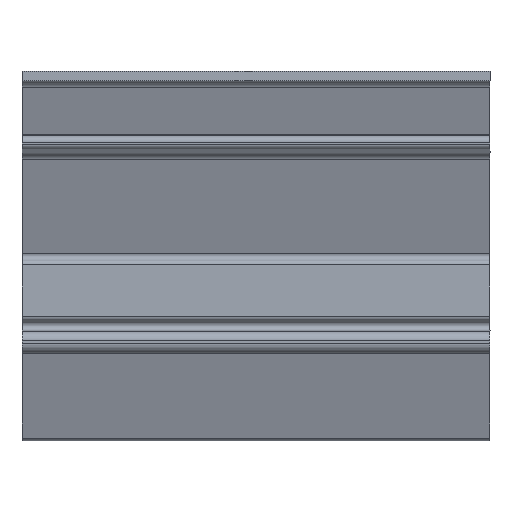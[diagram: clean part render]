
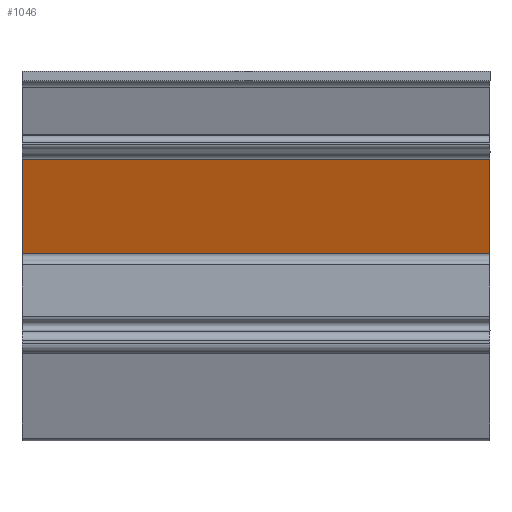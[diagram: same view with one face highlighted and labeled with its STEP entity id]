
A CAD part, front view. The second image highlights one B-rep face of the part: STEP entity #1046.
In plain terms, the highlighted planar face has unit normal (0, -0.945, -0.326).
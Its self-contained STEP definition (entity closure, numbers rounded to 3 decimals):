
#75 = EDGE_CURVE ( 'NONE', #995, #1392, #2250, .T. ) ;
#168 = CARTESIAN_POINT ( 'NONE',  ( 0., 10.439, 0.602 ) ) ;
#180 = PLANE ( 'NONE',  #2194 ) ;
#242 = EDGE_CURVE ( 'NONE', #1392, #1459, #758, .T. ) ;
#273 = VECTOR ( 'NONE', #1444, 1000. ) ;
#381 = EDGE_CURVE ( 'NONE', #780, #995, #870, .T. ) ;
#393 = VECTOR ( 'NONE', #2016, 1000. ) ;
#426 = ORIENTED_EDGE ( 'NONE', *, *, #242, .T. ) ;
#441 = VECTOR ( 'NONE', #1846, 1000. ) ;
#507 = CARTESIAN_POINT ( 'NONE',  ( 50., 10.439, 0.602 ) ) ;
#549 = DIRECTION ( 'NONE',  ( 0., -0.326, 0.945 ) ) ;
#552 = DIRECTION ( 'NONE',  ( 0., -0.945, -0.326 ) ) ;
#636 = EDGE_CURVE ( 'NONE', #780, #1459, #987, .T. ) ;
#758 = LINE ( 'NONE', #1814, #273 ) ;
#763 = VECTOR ( 'NONE', #549, 1000. ) ;
#780 = VERTEX_POINT ( 'NONE', #1515 ) ;
#831 = CARTESIAN_POINT ( 'NONE',  ( 50., 6.947, 10.726 ) ) ;
#839 = ORIENTED_EDGE ( 'NONE', *, *, #75, .T. ) ;
#870 = LINE ( 'NONE', #168, #393 ) ;
#987 = LINE ( 'NONE', #1651, #441 ) ;
#995 = VERTEX_POINT ( 'NONE', #507 ) ;
#1045 = EDGE_LOOP ( 'NONE', ( #1440, #1517, #839, #426 ) ) ;
#1046 = ADVANCED_FACE ( 'NONE', ( #1242 ), #180, .T. ) ;
#1242 = FACE_OUTER_BOUND ( 'NONE', #1045, .T. ) ;
#1392 = VERTEX_POINT ( 'NONE', #831 ) ;
#1440 = ORIENTED_EDGE ( 'NONE', *, *, #636, .F. ) ;
#1444 = DIRECTION ( 'NONE',  ( -1., 0., 0. ) ) ;
#1459 = VERTEX_POINT ( 'NONE', #2367 ) ;
#1515 = CARTESIAN_POINT ( 'NONE',  ( 0., 10.439, 0.602 ) ) ;
#1517 = ORIENTED_EDGE ( 'NONE', *, *, #381, .T. ) ;
#1651 = CARTESIAN_POINT ( 'NONE',  ( 0., 10.439, 0.602 ) ) ;
#1665 = CARTESIAN_POINT ( 'NONE',  ( 50., 10.439, 0.602 ) ) ;
#1672 = CARTESIAN_POINT ( 'NONE',  ( 0., 10.439, 0.602 ) ) ;
#1814 = CARTESIAN_POINT ( 'NONE',  ( 0., 6.947, 10.726 ) ) ;
#1846 = DIRECTION ( 'NONE',  ( 0., -0.326, 0.945 ) ) ;
#1859 = DIRECTION ( 'NONE',  ( 0., 0.326, -0.945 ) ) ;
#2016 = DIRECTION ( 'NONE',  ( 1., 0., 0. ) ) ;
#2194 = AXIS2_PLACEMENT_3D ( 'NONE', #1672, #552, #1859 ) ;
#2250 = LINE ( 'NONE', #1665, #763 ) ;
#2367 = CARTESIAN_POINT ( 'NONE',  ( 0., 6.947, 10.726 ) ) ;
